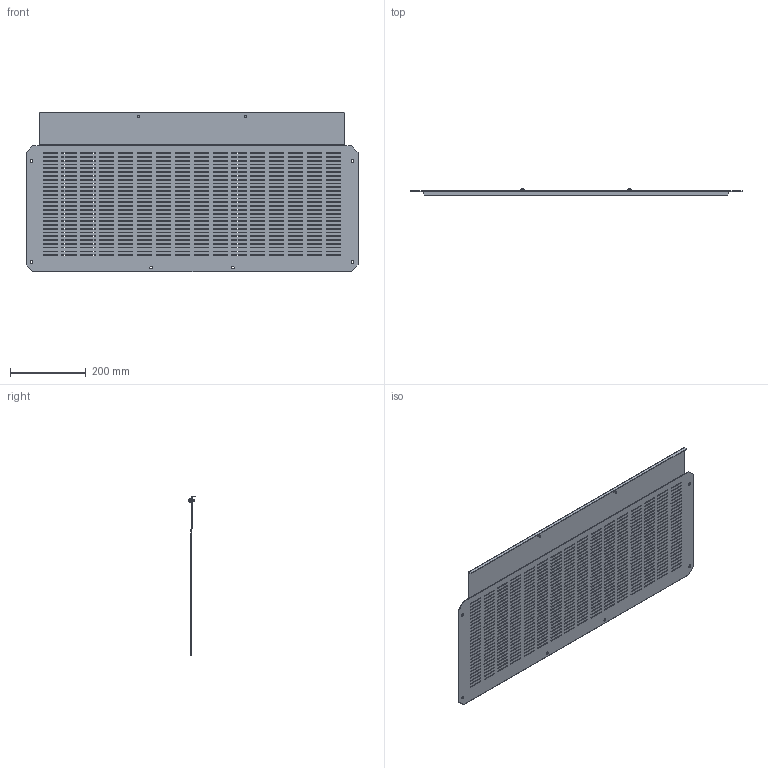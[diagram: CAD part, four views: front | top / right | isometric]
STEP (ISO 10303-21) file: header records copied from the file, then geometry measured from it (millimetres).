
FILE_DESCRIPTION (( 'STEP AP203' ), '1' );
FILE_NAME ('FO-00-FBCV-040-100 FORMAT Ôëàíåö îñíîâàíèÿ âñòð. îòñåêà 400õ1000 IEK.STEP', '2025-01-20T12:35:42', ( '' ), ( '' ), 'SwSTEP 2.0', 'SolidWorks 2022', '' );
FILE_SCHEMA (( 'CONFIG_CONTROL_DESIGN' ));
Length unit declared in the file: millimetre
Products named in the file (1): FO-00-FBCV-040-100 FORMAT Фланец основания встр. отсека 400х1000 IEK
Bounding box: 879 x 16 x 422.5 mm (x, y, z)
Volume: 507891.7 mm3; surface area: 733579.5 mm2
Topology: 1 solids, 1 shells, 1902 faces, 5660 edges, 3768 vertices
Faces by surface type: plane 1832, cylinder 54, cone 8, torus 8
Entity records: 64421 total; most frequent: CARTESIAN_POINT 11331, ORIENTED_EDGE 11320, DIRECTION 9598, EDGE_CURVE 5660, VECTOR 5528, LINE 5528, VERTEX_POINT 3768, EDGE_LOOP 2818
